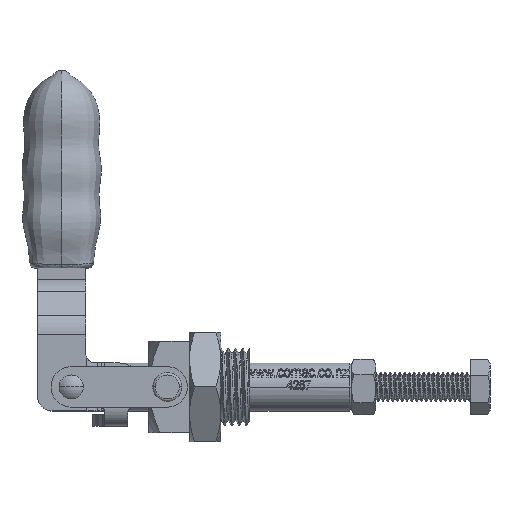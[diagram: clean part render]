
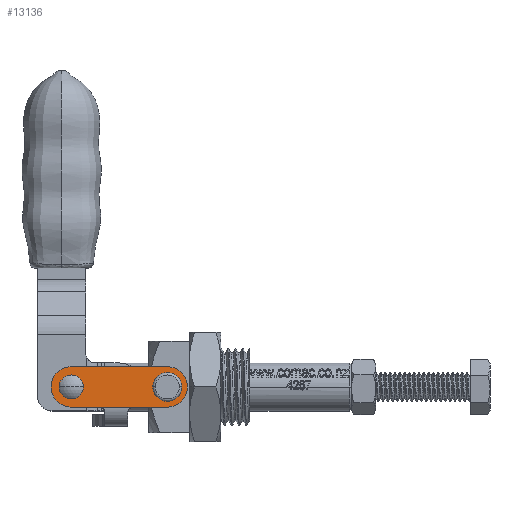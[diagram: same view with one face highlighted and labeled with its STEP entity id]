
A CAD part, top view. The second image highlights one B-rep face of the part: STEP entity #13136.
In plain terms, the highlighted planar face has unit normal (0, 0, 1).
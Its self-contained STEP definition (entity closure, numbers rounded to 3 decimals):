
#881 = VERTEX_POINT ( 'NONE', #13546 ) ;
#990 = DIRECTION ( 'NONE',  ( 1., 0., 0. ) ) ;
#1191 = AXIS2_PLACEMENT_3D ( 'NONE', #15856, #2423, #7620 ) ;
#1808 = DIRECTION ( 'NONE',  ( 0., 0., 1. ) ) ;
#1834 = AXIS2_PLACEMENT_3D ( 'NONE', #30680, #12696, #15181 ) ;
#2144 = CARTESIAN_POINT ( 'NONE',  ( -18.136, -49.015, 12. ) ) ;
#2338 = VERTEX_POINT ( 'NONE', #3549 ) ;
#2423 = DIRECTION ( 'NONE',  ( 0., 0., 1. ) ) ;
#2698 = VERTEX_POINT ( 'NONE', #12854 ) ;
#2833 = LINE ( 'NONE', #13340, #26720 ) ;
#3549 = CARTESIAN_POINT ( 'NONE',  ( -25.336, -53.215, 12. ) ) ;
#3613 = CIRCLE ( 'NONE', #1834, 4.2 ) ;
#3614 = VERTEX_POINT ( 'NONE', #16197 ) ;
#3846 = VERTEX_POINT ( 'NONE', #11645 ) ;
#4703 = CIRCLE ( 'NONE', #20395, 2. ) ;
#5111 = PLANE ( 'NONE',  #1191 ) ;
#5515 = DIRECTION ( 'NONE',  ( -1., 0., 0. ) ) ;
#6008 = LINE ( 'NONE', #24510, #7659 ) ;
#6411 = DIRECTION ( 'NONE',  ( 1., 0., 0. ) ) ;
#7387 = LINE ( 'NONE', #26536, #9420 ) ;
#7620 = DIRECTION ( 'NONE',  ( 1., 0., 0. ) ) ;
#7659 = VECTOR ( 'NONE', #6411, 1000. ) ;
#8281 = EDGE_CURVE ( 'NONE', #881, #32528, #25260, .T. ) ;
#8589 = CARTESIAN_POINT ( 'NONE',  ( -18.136, -53.215, 12. ) ) ;
#8816 = EDGE_CURVE ( 'NONE', #16097, #3614, #13884, .T. ) ;
#9116 = ORIENTED_EDGE ( 'NONE', *, *, #19484, .T. ) ;
#9420 = VECTOR ( 'NONE', #13640, 1000. ) ;
#9469 = CARTESIAN_POINT ( 'NONE',  ( -18.136, -53.215, 12. ) ) ;
#10038 = VERTEX_POINT ( 'NONE', #9469 ) ;
#10815 = AXIS2_PLACEMENT_3D ( 'NONE', #25710, #28096, #15089 ) ;
#11151 = DIRECTION ( 'NONE',  ( 0., 0., 1. ) ) ;
#11205 = ORIENTED_EDGE ( 'NONE', *, *, #23882, .T. ) ;
#11217 = DIRECTION ( 'NONE',  ( 0., 0., 1. ) ) ;
#11433 = VERTEX_POINT ( 'NONE', #13204 ) ;
#11645 = CARTESIAN_POINT ( 'NONE',  ( -16.136, -49.015, 12. ) ) ;
#11737 = VECTOR ( 'NONE', #15945, 1000. ) ;
#12403 = EDGE_CURVE ( 'NONE', #10038, #20813, #3613, .T. ) ;
#12503 = EDGE_LOOP ( 'NONE', ( #33115, #23836, #21473, #17538, #9116, #20999, #11205 ) ) ;
#12681 = DIRECTION ( 'NONE',  ( 0., 0., 1. ) ) ;
#12696 = DIRECTION ( 'NONE',  ( 0., 0., 1. ) ) ;
#12712 = CARTESIAN_POINT ( 'NONE',  ( -42.336, -49.015, 12. ) ) ;
#12854 = CARTESIAN_POINT ( 'NONE',  ( -32.136, -53.215, 12. ) ) ;
#12943 = FACE_OUTER_BOUND ( 'NONE', #12503, .T. ) ;
#13136 = ADVANCED_FACE ( 'NONE', ( #33193, #26676, #12943 ), #5111, .T. ) ;
#13204 = CARTESIAN_POINT ( 'NONE',  ( -38.136, -53.215, 12. ) ) ;
#13340 = CARTESIAN_POINT ( 'NONE',  ( -18.136, -44.815, 12. ) ) ;
#13546 = CARTESIAN_POINT ( 'NONE',  ( -38.136, -44.815, 12. ) ) ;
#13640 = DIRECTION ( 'NONE',  ( 1., 0., 0. ) ) ;
#13884 = CIRCLE ( 'NONE', #10815, 2. ) ;
#13987 = EDGE_CURVE ( 'NONE', #3846, #24647, #25461, .T. ) ;
#13988 = CARTESIAN_POINT ( 'NONE',  ( -38.136, -49.015, 12. ) ) ;
#14411 = AXIS2_PLACEMENT_3D ( 'NONE', #28401, #12681, #30563 ) ;
#15089 = DIRECTION ( 'NONE',  ( 1., 0., 0. ) ) ;
#15181 = DIRECTION ( 'NONE',  ( 1., 0., 0. ) ) ;
#15199 = DIRECTION ( 'NONE',  ( 0., 0., 1. ) ) ;
#15856 = CARTESIAN_POINT ( 'NONE',  ( -18.136, -49.015, 12. ) ) ;
#15945 = DIRECTION ( 'NONE',  ( 1., 0., 0. ) ) ;
#16097 = VERTEX_POINT ( 'NONE', #25739 ) ;
#16197 = CARTESIAN_POINT ( 'NONE',  ( -40.136, -49.015, 12. ) ) ;
#16358 = EDGE_CURVE ( 'NONE', #3614, #16097, #4703, .T. ) ;
#17466 = DIRECTION ( 'NONE',  ( 1., 0., 0. ) ) ;
#17538 = ORIENTED_EDGE ( 'NONE', *, *, #12403, .T. ) ;
#19094 = EDGE_CURVE ( 'NONE', #2338, #10038, #33234, .T. ) ;
#19269 = ORIENTED_EDGE ( 'NONE', *, *, #13987, .F. ) ;
#19388 = CIRCLE ( 'NONE', #23616, 2. ) ;
#19484 = EDGE_CURVE ( 'NONE', #20813, #881, #2833, .T. ) ;
#19502 = AXIS2_PLACEMENT_3D ( 'NONE', #13988, #11151, #990 ) ;
#19938 = CARTESIAN_POINT ( 'NONE',  ( -38.136, -49.015, 12. ) ) ;
#20395 = AXIS2_PLACEMENT_3D ( 'NONE', #32279, #11217, #24456 ) ;
#20813 = VERTEX_POINT ( 'NONE', #25819 ) ;
#20999 = ORIENTED_EDGE ( 'NONE', *, *, #8281, .T. ) ;
#21473 = ORIENTED_EDGE ( 'NONE', *, *, #19094, .T. ) ;
#22388 = EDGE_CURVE ( 'NONE', #11433, #2698, #6008, .T. ) ;
#23284 = ORIENTED_EDGE ( 'NONE', *, *, #16358, .F. ) ;
#23616 = AXIS2_PLACEMENT_3D ( 'NONE', #2144, #1808, #30316 ) ;
#23836 = ORIENTED_EDGE ( 'NONE', *, *, #29651, .T. ) ;
#23882 = EDGE_CURVE ( 'NONE', #32528, #11433, #33098, .T. ) ;
#24456 = DIRECTION ( 'NONE',  ( 1., 0., 0. ) ) ;
#24510 = CARTESIAN_POINT ( 'NONE',  ( -18.136, -53.215, 12. ) ) ;
#24647 = VERTEX_POINT ( 'NONE', #32887 ) ;
#25260 = CIRCLE ( 'NONE', #19502, 4.2 ) ;
#25461 = CIRCLE ( 'NONE', #14411, 2. ) ;
#25710 = CARTESIAN_POINT ( 'NONE',  ( -38.136, -49.015, 12. ) ) ;
#25739 = CARTESIAN_POINT ( 'NONE',  ( -36.136, -49.015, 12. ) ) ;
#25819 = CARTESIAN_POINT ( 'NONE',  ( -18.136, -44.815, 12. ) ) ;
#26536 = CARTESIAN_POINT ( 'NONE',  ( -18.136, -53.215, 12. ) ) ;
#26676 = FACE_BOUND ( 'NONE', #28060, .T. ) ;
#26720 = VECTOR ( 'NONE', #5515, 1000. ) ;
#27684 = EDGE_LOOP ( 'NONE', ( #19269, #31907 ) ) ;
#28060 = EDGE_LOOP ( 'NONE', ( #29561, #23284 ) ) ;
#28096 = DIRECTION ( 'NONE',  ( 0., 0., 1. ) ) ;
#28401 = CARTESIAN_POINT ( 'NONE',  ( -18.136, -49.015, 12. ) ) ;
#29054 = AXIS2_PLACEMENT_3D ( 'NONE', #19938, #15199, #17466 ) ;
#29561 = ORIENTED_EDGE ( 'NONE', *, *, #8816, .F. ) ;
#29651 = EDGE_CURVE ( 'NONE', #2698, #2338, #7387, .T. ) ;
#30316 = DIRECTION ( 'NONE',  ( 1., 0., 0. ) ) ;
#30563 = DIRECTION ( 'NONE',  ( 1., 0., 0. ) ) ;
#30680 = CARTESIAN_POINT ( 'NONE',  ( -18.136, -49.015, 12. ) ) ;
#31417 = EDGE_CURVE ( 'NONE', #24647, #3846, #19388, .T. ) ;
#31907 = ORIENTED_EDGE ( 'NONE', *, *, #31417, .F. ) ;
#32279 = CARTESIAN_POINT ( 'NONE',  ( -38.136, -49.015, 12. ) ) ;
#32528 = VERTEX_POINT ( 'NONE', #12712 ) ;
#32887 = CARTESIAN_POINT ( 'NONE',  ( -20.136, -49.015, 12. ) ) ;
#33098 = CIRCLE ( 'NONE', #29054, 4.2 ) ;
#33115 = ORIENTED_EDGE ( 'NONE', *, *, #22388, .T. ) ;
#33193 = FACE_BOUND ( 'NONE', #27684, .T. ) ;
#33234 = LINE ( 'NONE', #8589, #11737 ) ;
